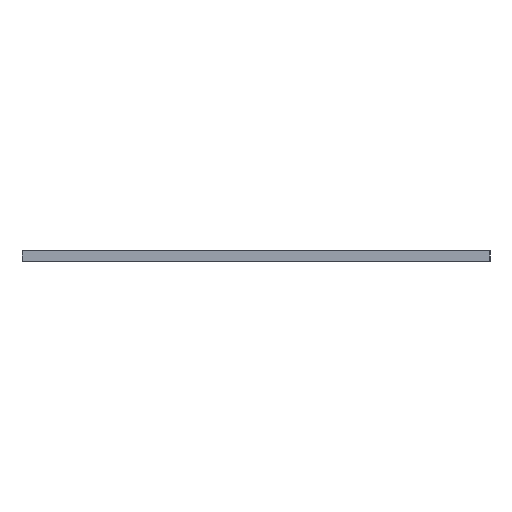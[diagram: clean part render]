
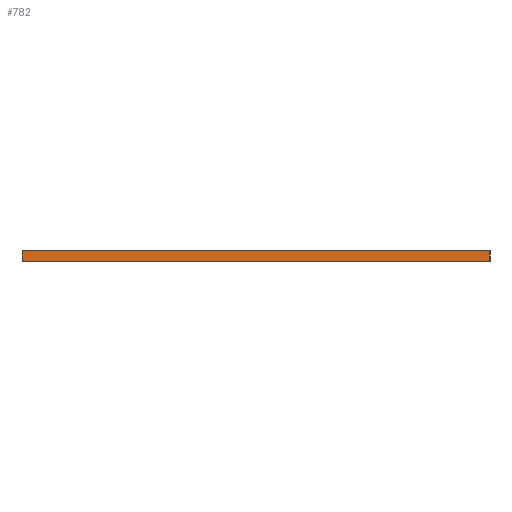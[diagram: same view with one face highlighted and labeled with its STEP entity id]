
A CAD part, left-side view. The second image highlights one B-rep face of the part: STEP entity #782.
In plain terms, the highlighted planar face has unit normal (-1, 0, 0).
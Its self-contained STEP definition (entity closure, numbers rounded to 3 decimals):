
#32 = VECTOR ( 'NONE', #723, 1000. ) ;
#33 = VECTOR ( 'NONE', #725, 1000. ) ;
#34 = VECTOR ( 'NONE', #728, 1000. ) ;
#38 = VECTOR ( 'NONE', #731, 1000. ) ;
#51 = CARTESIAN_POINT ( 'NONE',  ( -241.3, 44., 2. ) ) ;
#111 = ORIENTED_EDGE ( 'NONE', *, *, #834, .T. ) ;
#134 = CARTESIAN_POINT ( 'NONE',  ( -241.3, -44., 0. ) ) ;
#140 = CARTESIAN_POINT ( 'NONE',  ( -241.3, -44., 2. ) ) ;
#153 = EDGE_LOOP ( 'NONE', ( #172, #261, #342, #111 ) ) ;
#167 = CARTESIAN_POINT ( 'NONE',  ( -241.3, 44., 0. ) ) ;
#172 = ORIENTED_EDGE ( 'NONE', *, *, #831, .T. ) ;
#195 = VERTEX_POINT ( 'NONE', #167 ) ;
#242 = VERTEX_POINT ( 'NONE', #140 ) ;
#261 = ORIENTED_EDGE ( 'NONE', *, *, #832, .F. ) ;
#277 = FACE_OUTER_BOUND ( 'NONE', #153, .T. ) ;
#282 = VERTEX_POINT ( 'NONE', #51 ) ;
#296 = DIRECTION ( 'NONE',  ( 0., 0., -1. ) ) ;
#307 = DIRECTION ( 'NONE',  ( 1., 0., 0. ) ) ;
#327 = CARTESIAN_POINT ( 'NONE',  ( -241.3, 44., 2. ) ) ;
#342 = ORIENTED_EDGE ( 'NONE', *, *, #833, .F. ) ;
#349 = PLANE ( 'NONE',  #927 ) ;
#379 = VERTEX_POINT ( 'NONE', #134 ) ;
#723 = DIRECTION ( 'NONE',  ( 0., 0., -1. ) ) ;
#724 = CARTESIAN_POINT ( 'NONE',  ( -241.3, 44., 2. ) ) ;
#725 = DIRECTION ( 'NONE',  ( 0., -1., 0. ) ) ;
#727 = CARTESIAN_POINT ( 'NONE',  ( -241.3, 44., 2. ) ) ;
#728 = DIRECTION ( 'NONE',  ( 0., 0., -1. ) ) ;
#730 = CARTESIAN_POINT ( 'NONE',  ( -241.3, -44., 2. ) ) ;
#731 = DIRECTION ( 'NONE',  ( 0., -1., 0. ) ) ;
#732 = LINE ( 'NONE', #724, #32 ) ;
#733 = CARTESIAN_POINT ( 'NONE',  ( -241.3, 44., 0. ) ) ;
#735 = LINE ( 'NONE', #727, #33 ) ;
#739 = LINE ( 'NONE', #733, #38 ) ;
#740 = LINE ( 'NONE', #730, #34 ) ;
#782 = ADVANCED_FACE ( 'NONE', ( #277 ), #349, .F. ) ;
#831 = EDGE_CURVE ( 'NONE', #195, #379, #739, .T. ) ;
#832 = EDGE_CURVE ( 'NONE', #242, #379, #740, .T. ) ;
#833 = EDGE_CURVE ( 'NONE', #282, #242, #735, .T. ) ;
#834 = EDGE_CURVE ( 'NONE', #282, #195, #732, .T. ) ;
#927 = AXIS2_PLACEMENT_3D ( 'NONE', #327, #307, #296 ) ;
